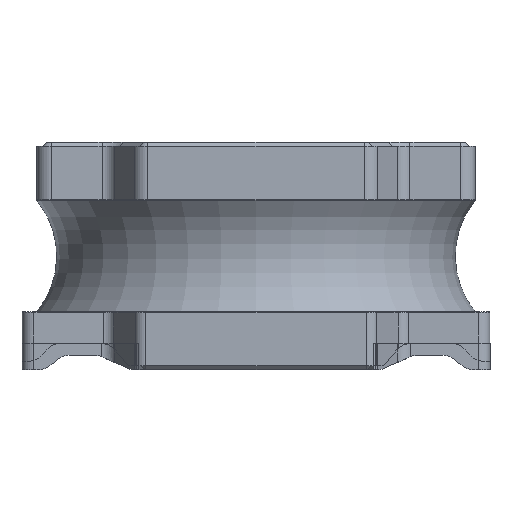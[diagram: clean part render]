
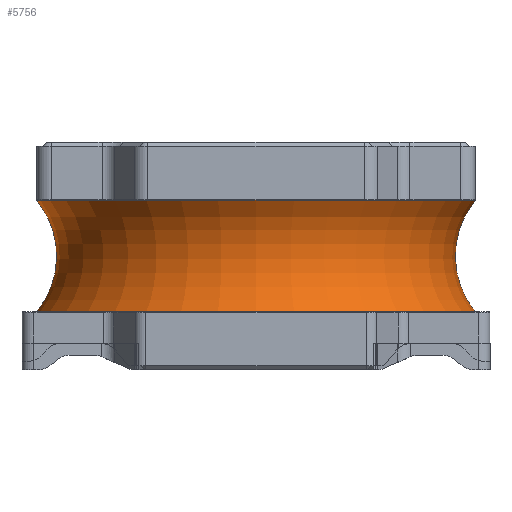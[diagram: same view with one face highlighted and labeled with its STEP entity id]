
A CAD part, front view. The second image highlights one B-rep face of the part: STEP entity #5756.
In plain terms, the highlighted toroidal (fillet/blend) face has major radius 4.911 mm and minor radius 1.5 mm.
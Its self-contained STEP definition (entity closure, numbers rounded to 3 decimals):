
#1449=ORIENTED_EDGE('',*,*,#3231,.T.);
#1450=ORIENTED_EDGE('',*,*,#3232,.F.);
#3231=EDGE_CURVE('',#4122,#4122,#4708,.T.);
#3232=EDGE_CURVE('',#4123,#4123,#4709,.T.);
#4122=VERTEX_POINT('',#10021);
#4123=VERTEX_POINT('',#10023);
#4708=CIRCLE('',#7766,3.75);
#4709=CIRCLE('',#7767,3.75);
#4949=EDGE_LOOP('',(#1449));
#4950=EDGE_LOOP('',(#1450));
#5340=FACE_BOUND('',#4949,.T.);
#5341=FACE_BOUND('',#4950,.T.);
#5731=TOROIDAL_SURFACE('',#7765,4.911,1.5);
#5756=ADVANCED_FACE('',(#5340,#5341),#5731,.F.);
#7765=AXIS2_PLACEMENT_3D('',#10019,#8368,#8369);
#7766=AXIS2_PLACEMENT_3D('',#10020,#8370,#8371);
#7767=AXIS2_PLACEMENT_3D('',#10022,#8372,#8373);
#8368=DIRECTION('',(0.,0.,-1.));
#8369=DIRECTION('',(-1.,0.,0.));
#8370=DIRECTION('',(0.,0.,-1.));
#8371=DIRECTION('',(1.,0.,0.));
#8372=DIRECTION('',(0.,0.,-1.));
#8373=DIRECTION('',(1.,0.,0.));
#10019=CARTESIAN_POINT('',(0.,0.,0.));
#10020=CARTESIAN_POINT('',(0.,0.,0.95));
#10021=CARTESIAN_POINT('',(3.75,0.,0.95));
#10022=CARTESIAN_POINT('',(0.,0.,-0.95));
#10023=CARTESIAN_POINT('',(3.75,0.,-0.95));
